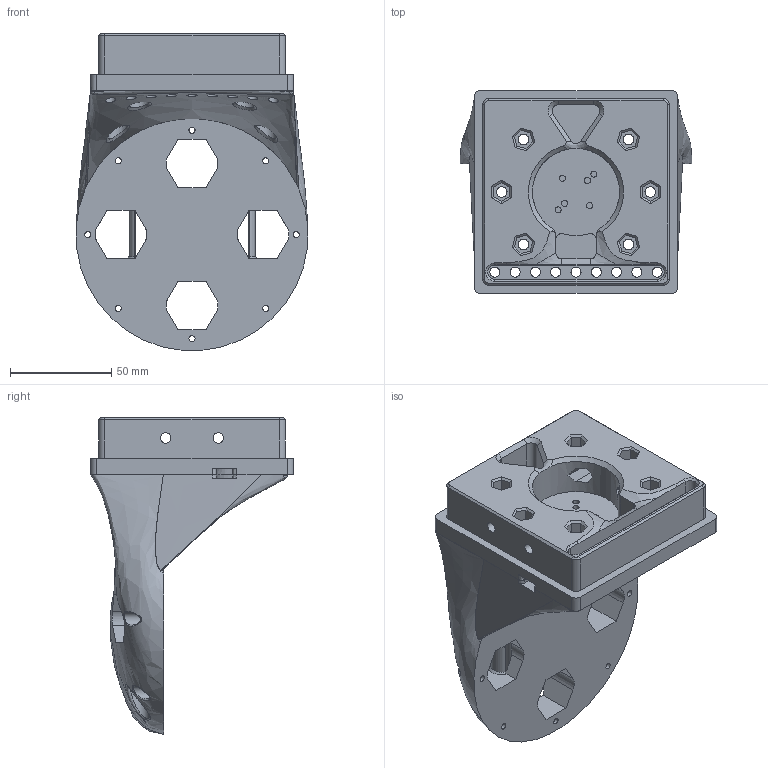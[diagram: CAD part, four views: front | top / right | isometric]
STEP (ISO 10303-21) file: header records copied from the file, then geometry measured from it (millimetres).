
FILE_DESCRIPTION(/* description */ (''),/* implementation_level */ '2;1');
FILE_NAME(/* name */ 'lokk_utstikker_stor v15.step',/* time_stamp */ '2022-05-14T18:57:56+02:00',/* author */ (''),/* organization */ (''),/* preprocessor_version */ 'ST-DEVELOPER v18.1',/* originating_system */ 'Autodesk Translation Framework v10.14.0.1471',/* authorisation */ '');
FILE_SCHEMA (('AUTOMOTIVE_DESIGN { 1 0 10303 214 3 1 1 }'));
Length unit declared in the file: millimetre
Products named in the file (1): lokk_utstikker_stor
Bounding box: 114.28 x 100 x 156.08 mm (x, y, z)
Volume: 471691.8 mm3; surface area: 111098.8 mm2
Topology: 3 solids, 3 shells, 488 faces, 1300 edges, 829 vertices
Faces by surface type: plane 279, cylinder 111, bspline 82, cone 16
Full cylindrical faces by diameter (mm): 3 x6, 5 x18, 5.2 x16, 6.5 x10, 9.75 x4
Entity records: 24419 total; most frequent: CARTESIAN_POINT 12639, ORIENTED_EDGE 2592, DIRECTION 2127, EDGE_CURVE 1296, VERTEX_POINT 829, LINE 727, VECTOR 727, AXIS2_PLACEMENT_3D 700
